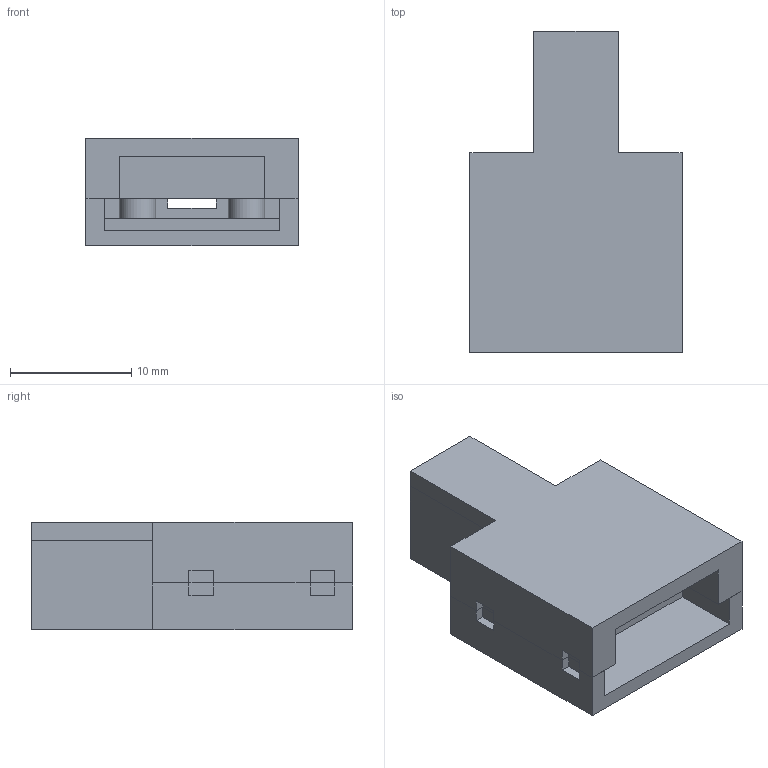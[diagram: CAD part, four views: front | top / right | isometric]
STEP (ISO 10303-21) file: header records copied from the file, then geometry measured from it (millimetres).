
FILE_DESCRIPTION(/* description */ ('STEP AP242','CAx-IF Rec.Pracs.---Representation and Presentation of Product Manufacturing Information (PMI)---4.0---2014-10-13','CAx-IF Rec.Pracs.---3D Tessellated Geometry---0.4---2014-09-14','2;1'),/* implementation_level */ '2;1');
FILE_NAME(/* name */ '6496ce74d7a9453882cb41ad',/* time_stamp */ '2023-06-24T11:07:33Z',/* author */ (''),/* organization */ (''),/* preprocessor_version */ 'ST-DEVELOPER v19.4',/* originating_system */ ' ',/* authorisation */ ' ');
FILE_SCHEMA (('AP242_MANAGED_MODEL_BASED_3D_ENGINEERING_MIM_LF { 1 0 10303 442 1 1 4 }'));
Length unit declared in the file: metre
Products named in the file (3): USB; Top; Bottom
Assembly tree (2 placements, depth 2):
  USB
    Top
    Bottom
Bounding box: 17.5 x 26.5 x 8.85 mm (x, y, z)
Volume: 2032.1 mm3; surface area: 2607.7 mm2
Topology: 2 solids, 2 shells, 99 faces, 274 edges, 180 vertices
Faces by surface type: plane 94, cylinder 5
Full cylindrical faces by diameter (mm): 3 x2
Entity records: 3143 total; most frequent: CARTESIAN_POINT 552, ORIENTED_EDGE 542, DIRECTION 486, EDGE_CURVE 271, LINE 260, VECTOR 260, VERTEX_POINT 179, AXIS2_PLACEMENT_3D 113
